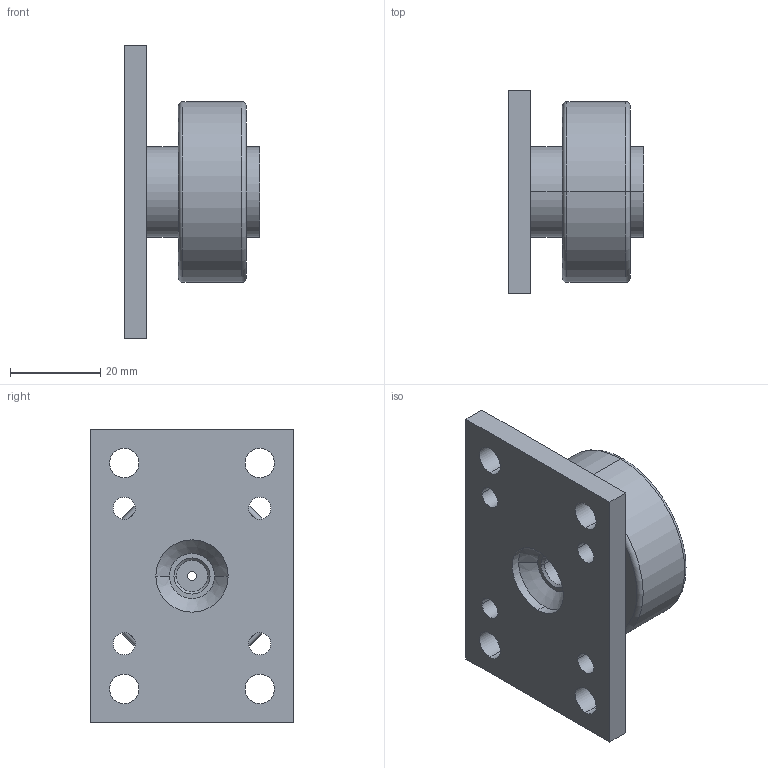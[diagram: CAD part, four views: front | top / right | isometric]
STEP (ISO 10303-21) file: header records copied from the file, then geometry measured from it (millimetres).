
FILE_DESCRIPTION(('STEP AP214'),'1');
FILE_NAME('V_4000_AP.stp','2016-05-11T09:58:26',('TraceParts'),('TraceParts S.A.'),'Spatial InterOp 3D',' ',' ');
FILE_SCHEMA(('automotive_design'));
Length unit declared in the file: millimetre
Products named in the file (1): 1
Bounding box: 30 x 45 x 65 mm (x, y, z)
Volume: 31892.7 mm3; surface area: 13485.3 mm2
Topology: 1 solids, 1 shells, 64 faces, 152 edges, 98 vertices
Faces by surface type: cylinder 34, plane 14, cone 12, torus 4
Entity records: 1941 total; most frequent: DIRECTION 376, CARTESIAN_POINT 315, ORIENTED_EDGE 304, AXIS2_PLACEMENT_3D 159, EDGE_CURVE 152, VERTEX_POINT 98, CIRCLE 94, EDGE_LOOP 90
